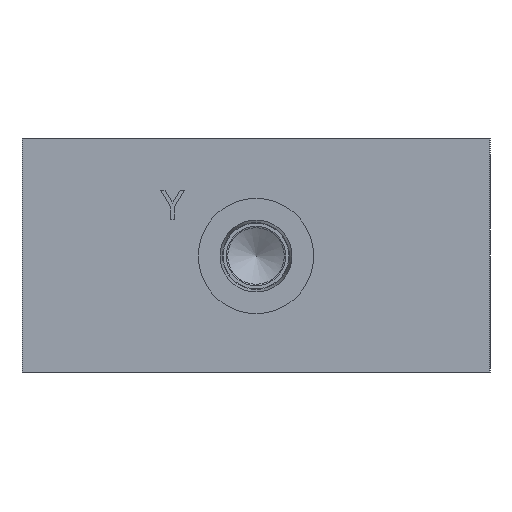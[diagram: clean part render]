
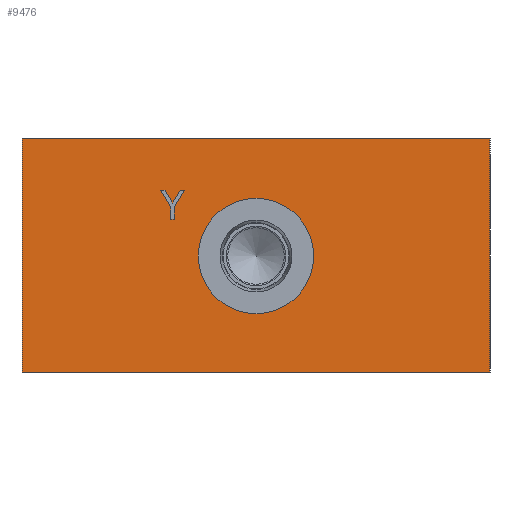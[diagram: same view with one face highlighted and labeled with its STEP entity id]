
A CAD part, left-side view. The second image highlights one B-rep face of the part: STEP entity #9476.
In plain terms, the highlighted planar face has unit normal (-1, 0, 0).
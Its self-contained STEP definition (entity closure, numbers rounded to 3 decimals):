
#133=CIRCLE('',#9838,12.51);
#134=CIRCLE('',#9839,12.51);
#285=FACE_BOUND('',#1700,.T.);
#286=FACE_BOUND('',#1701,.T.);
#1169=FACE_OUTER_BOUND('',#1699,.T.);
#1699=EDGE_LOOP('',(#8252,#8253,#8254,#8255));
#1700=EDGE_LOOP('',(#8256,#8257,#8258,#8259,#8260,#8261,#8262,#8263,#8264));
#1701=EDGE_LOOP('',(#8265,#8266));
#2029=LINE('',#14348,#2925);
#2476=LINE('',#15402,#3372);
#2480=LINE('',#15410,#3376);
#2483=LINE('',#15416,#3379);
#2486=LINE('',#15422,#3382);
#2489=LINE('',#15428,#3385);
#2492=LINE('',#15434,#3388);
#2495=LINE('',#15440,#3391);
#2498=LINE('',#15446,#3394);
#2501=LINE('',#15451,#3397);
#2548=LINE('',#15786,#3444);
#2619=LINE('',#16262,#3515);
#2620=LINE('',#16263,#3516);
#2925=VECTOR('',#10456,10.);
#3372=VECTOR('',#11237,10.);
#3376=VECTOR('',#11243,10.);
#3379=VECTOR('',#11248,10.);
#3382=VECTOR('',#11253,10.);
#3385=VECTOR('',#11258,10.);
#3388=VECTOR('',#11263,10.);
#3391=VECTOR('',#11268,10.);
#3394=VECTOR('',#11273,10.);
#3397=VECTOR('',#11278,10.);
#3444=VECTOR('',#11351,10.);
#3515=VECTOR('',#11898,10.);
#3516=VECTOR('',#11899,10.);
#3861=VERTEX_POINT('',#14341);
#3864=VERTEX_POINT('',#14346);
#4175=VERTEX_POINT('',#15400);
#4176=VERTEX_POINT('',#15401);
#4179=VERTEX_POINT('',#15409);
#4181=VERTEX_POINT('',#15415);
#4183=VERTEX_POINT('',#15421);
#4185=VERTEX_POINT('',#15427);
#4187=VERTEX_POINT('',#15433);
#4189=VERTEX_POINT('',#15439);
#4191=VERTEX_POINT('',#15445);
#4242=VERTEX_POINT('',#15783);
#4243=VERTEX_POINT('',#15785);
#4297=VERTEX_POINT('',#15944);
#4298=VERTEX_POINT('',#15945);
#4927=EDGE_CURVE('',#3861,#3864,#2029,.T.);
#5392=EDGE_CURVE('',#4175,#4176,#2476,.T.);
#5396=EDGE_CURVE('',#4179,#4175,#2480,.T.);
#5399=EDGE_CURVE('',#4181,#4179,#2483,.T.);
#5402=EDGE_CURVE('',#4183,#4181,#2486,.T.);
#5405=EDGE_CURVE('',#4185,#4183,#2489,.T.);
#5408=EDGE_CURVE('',#4187,#4185,#2492,.T.);
#5411=EDGE_CURVE('',#4189,#4187,#2495,.T.);
#5414=EDGE_CURVE('',#4191,#4189,#2498,.T.);
#5417=EDGE_CURVE('',#4176,#4191,#2501,.T.);
#5492=EDGE_CURVE('',#4242,#4243,#2548,.T.);
#5567=EDGE_CURVE('',#4297,#4298,#133,.T.);
#5568=EDGE_CURVE('',#4298,#4297,#134,.T.);
#5715=EDGE_CURVE('',#4242,#3861,#2619,.T.);
#5716=EDGE_CURVE('',#4243,#3864,#2620,.T.);
#8252=ORIENTED_EDGE('',*,*,#5715,.T.);
#8253=ORIENTED_EDGE('',*,*,#4927,.T.);
#8254=ORIENTED_EDGE('',*,*,#5716,.F.);
#8255=ORIENTED_EDGE('',*,*,#5492,.F.);
#8256=ORIENTED_EDGE('',*,*,#5392,.T.);
#8257=ORIENTED_EDGE('',*,*,#5417,.T.);
#8258=ORIENTED_EDGE('',*,*,#5414,.T.);
#8259=ORIENTED_EDGE('',*,*,#5411,.T.);
#8260=ORIENTED_EDGE('',*,*,#5408,.T.);
#8261=ORIENTED_EDGE('',*,*,#5405,.T.);
#8262=ORIENTED_EDGE('',*,*,#5402,.T.);
#8263=ORIENTED_EDGE('',*,*,#5399,.T.);
#8264=ORIENTED_EDGE('',*,*,#5396,.T.);
#8265=ORIENTED_EDGE('',*,*,#5567,.T.);
#8266=ORIENTED_EDGE('',*,*,#5568,.T.);
#8613=PLANE('',#9996);
#9476=ADVANCED_FACE('',(#1169,#285,#286),#8613,.T.);
#9838=AXIS2_PLACEMENT_3D('',#15946,#11535,#11536);
#9839=AXIS2_PLACEMENT_3D('',#15947,#11537,#11538);
#9996=AXIS2_PLACEMENT_3D('',#16261,#11896,#11897);
#10456=DIRECTION('',(0.,0.,1.));
#11237=DIRECTION('',(0.,-1.,0.));
#11243=DIRECTION('',(0.,-0.512,0.859));
#11248=DIRECTION('',(0.,-0.505,-0.863));
#11253=DIRECTION('',(0.,-1.,0.));
#11258=DIRECTION('',(0.,0.509,0.861));
#11263=DIRECTION('',(0.,0.,1.));
#11268=DIRECTION('',(0.,1.,0.));
#11273=DIRECTION('',(0.,0.,-1.));
#11278=DIRECTION('',(0.,0.518,-0.855));
#11351=DIRECTION('',(0.,0.,1.));
#11535=DIRECTION('center_axis',(1.,0.,0.));
#11536=DIRECTION('ref_axis',(0.,0.,1.));
#11537=DIRECTION('center_axis',(1.,0.,0.));
#11538=DIRECTION('ref_axis',(0.,0.,1.));
#11896=DIRECTION('center_axis',(-1.,0.,0.));
#11897=DIRECTION('ref_axis',(0.,-1.,0.));
#11898=DIRECTION('',(0.,-1.,0.));
#11899=DIRECTION('',(0.,-1.,0.));
#14341=CARTESIAN_POINT('',(0.,0.,0.));
#14346=CARTESIAN_POINT('',(0.,0.,50.8));
#14348=CARTESIAN_POINT('',(0.,0.,0.));
#15400=CARTESIAN_POINT('',(0.,67.244,39.687));
#15401=CARTESIAN_POINT('',(0.,66.348,39.687));
#15402=CARTESIAN_POINT('',(0.,84.422,39.687));
#15409=CARTESIAN_POINT('',(0.,68.911,36.893));
#15410=CARTESIAN_POINT('',(0.,81.319,16.098));
#15415=CARTESIAN_POINT('',(0.,70.547,39.687));
#15416=CARTESIAN_POINT('',(0.,65.859,31.682));
#15421=CARTESIAN_POINT('',(0.,71.484,39.687));
#15422=CARTESIAN_POINT('',(0.,86.542,39.687));
#15427=CARTESIAN_POINT('',(0.,69.338,36.06));
#15428=CARTESIAN_POINT('',(0.,65.618,29.771));
#15433=CARTESIAN_POINT('',(0.,69.338,33.338));
#15434=CARTESIAN_POINT('',(0.,69.338,16.669));
#15439=CARTESIAN_POINT('',(0.,68.494,33.338));
#15440=CARTESIAN_POINT('',(0.,85.047,33.338));
#15445=CARTESIAN_POINT('',(0.,68.494,36.147));
#15446=CARTESIAN_POINT('',(0.,68.494,18.074));
#15451=CARTESIAN_POINT('',(0.,79.88,17.362));
#15783=CARTESIAN_POINT('',(0.,101.6,0.));
#15785=CARTESIAN_POINT('',(0.,101.6,50.8));
#15786=CARTESIAN_POINT('',(0.,101.6,0.));
#15944=CARTESIAN_POINT('',(0.,50.8,37.91));
#15945=CARTESIAN_POINT('',(0.,50.8,12.891));
#15946=CARTESIAN_POINT('Origin',(0.,50.8,25.4));
#15947=CARTESIAN_POINT('Origin',(0.,50.8,25.4));
#16261=CARTESIAN_POINT('Origin',(0.,101.6,0.));
#16262=CARTESIAN_POINT('',(0.,101.6,0.));
#16263=CARTESIAN_POINT('',(0.,101.6,50.8));
